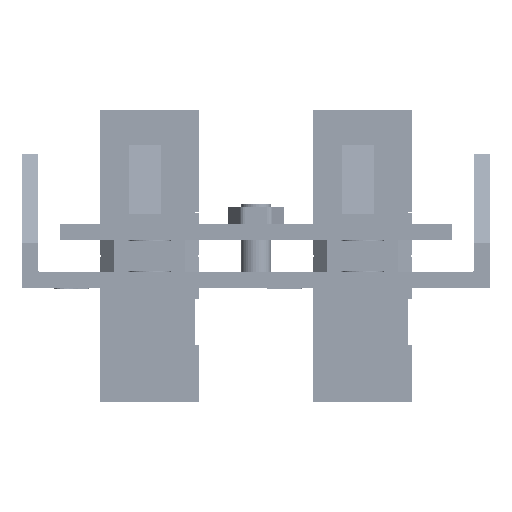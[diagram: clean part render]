
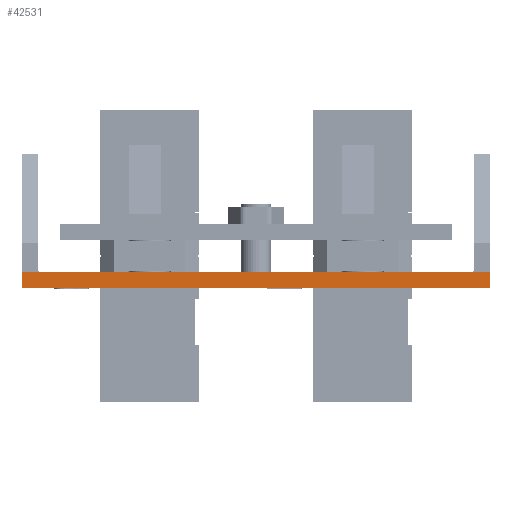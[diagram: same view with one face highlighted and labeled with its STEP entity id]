
A CAD part, left-side view. The second image highlights one B-rep face of the part: STEP entity #42531.
In plain terms, the highlighted planar face has unit normal (-1, 0, 0).
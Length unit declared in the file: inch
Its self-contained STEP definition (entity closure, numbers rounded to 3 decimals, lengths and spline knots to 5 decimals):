
#558 = CARTESIAN_POINT ( 'NONE',  ( -9.5, -0.865, 0.0598 ) ) ;
#720 = ORIENTED_EDGE ( 'NONE', *, *, #37253, .F. ) ;
#762 = DIRECTION ( 'NONE',  ( 0., -1., 0. ) ) ;
#4495 = DIRECTION ( 'NONE',  ( 0., 0., -1. ) ) ;
#9618 = EDGE_CURVE ( 'NONE', #65099, #48358, #60510, .T. ) ;
#10078 = DIRECTION ( 'NONE',  ( 0., -1., 0. ) ) ;
#10139 = CARTESIAN_POINT ( 'NONE',  ( -9.5, 0.865, 0.0598 ) ) ;
#10304 = CARTESIAN_POINT ( 'NONE',  ( -9.5, 0.865, 0.0598 ) ) ;
#14195 = VECTOR ( 'NONE', #65016, 39.37008 ) ;
#18772 = VECTOR ( 'NONE', #762, 39.37008 ) ;
#22745 = CARTESIAN_POINT ( 'NONE',  ( -9.5, 0.865, 0. ) ) ;
#22985 = PLANE ( 'NONE',  #54080 ) ;
#23722 = ORIENTED_EDGE ( 'NONE', *, *, #40087, .F. ) ;
#26391 = ORIENTED_EDGE ( 'NONE', *, *, #9618, .T. ) ;
#28379 = LINE ( 'NONE', #558, #14195 ) ;
#29534 = CARTESIAN_POINT ( 'NONE',  ( -9.5, -0.865, 0. ) ) ;
#30629 = CARTESIAN_POINT ( 'NONE',  ( -9.5, 0.865, 0. ) ) ;
#32244 = VERTEX_POINT ( 'NONE', #47860 ) ;
#35447 = VECTOR ( 'NONE', #4495, 39.37008 ) ;
#37253 = EDGE_CURVE ( 'NONE', #32244, #50088, #28379, .T. ) ;
#37946 = EDGE_LOOP ( 'NONE', ( #51448, #720, #23722, #26391 ) ) ;
#39728 = EDGE_CURVE ( 'NONE', #48358, #50088, #53855, .T. ) ;
#40087 = EDGE_CURVE ( 'NONE', #65099, #32244, #40353, .T. ) ;
#40353 = LINE ( 'NONE', #10304, #52817 ) ;
#42531 = ADVANCED_FACE ( 'NONE', ( #68165 ), #22985, .F. ) ;
#47860 = CARTESIAN_POINT ( 'NONE',  ( -9.5, -0.865, 0.0598 ) ) ;
#48358 = VERTEX_POINT ( 'NONE', #30629 ) ;
#50088 = VERTEX_POINT ( 'NONE', #29534 ) ;
#51448 = ORIENTED_EDGE ( 'NONE', *, *, #39728, .T. ) ;
#52817 = VECTOR ( 'NONE', #10078, 39.37008 ) ;
#53855 = LINE ( 'NONE', #22745, #18772 ) ;
#54080 = AXIS2_PLACEMENT_3D ( 'NONE', #59910, #60142, #60373 ) ;
#57302 = CARTESIAN_POINT ( 'NONE',  ( -9.5, 0.865, 0.0598 ) ) ;
#59910 = CARTESIAN_POINT ( 'NONE',  ( -9.5, 0.865, 0.0598 ) ) ;
#60142 = DIRECTION ( 'NONE',  ( 1., 0., 0. ) ) ;
#60373 = DIRECTION ( 'NONE',  ( 0., 0., -1. ) ) ;
#60510 = LINE ( 'NONE', #57302, #35447 ) ;
#65016 = DIRECTION ( 'NONE',  ( 0., 0., -1. ) ) ;
#65099 = VERTEX_POINT ( 'NONE', #10139 ) ;
#68165 = FACE_OUTER_BOUND ( 'NONE', #37946, .T. ) ;
